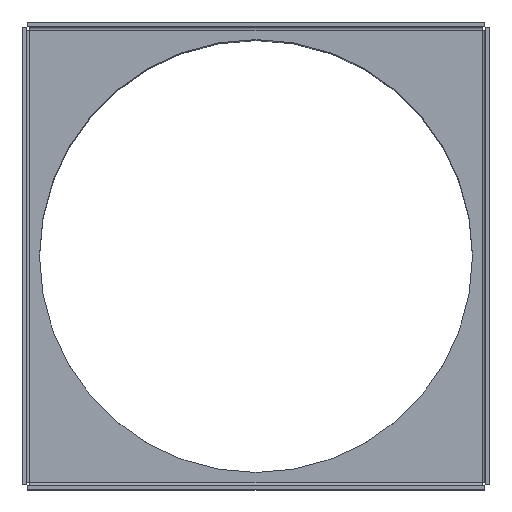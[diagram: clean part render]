
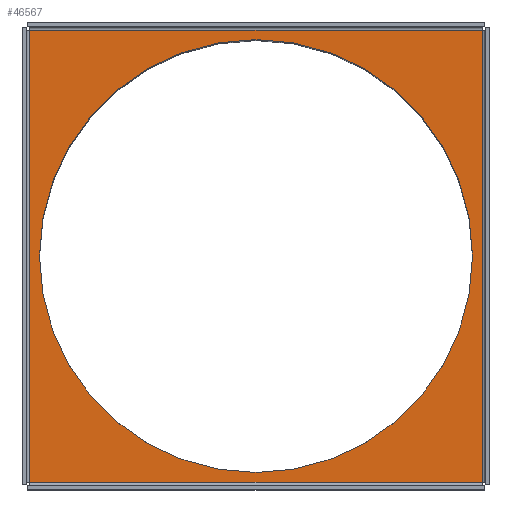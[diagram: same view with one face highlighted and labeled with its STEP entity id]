
A CAD part, top view. The second image highlights one B-rep face of the part: STEP entity #46567.
In plain terms, the highlighted planar face has unit normal (0, 0, 1).
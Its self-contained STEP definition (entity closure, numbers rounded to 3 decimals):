
#2220=PLANE('',#51024);
#3274=FACE_BOUND('',#8749,.T.);
#5485=FACE_OUTER_BOUND('',#8748,.T.);
#8748=EDGE_LOOP('',(#44337,#44338,#44339,#44340));
#8749=EDGE_LOOP('',(#44341));
#13126=LINE('',#77560,#17563);
#13147=LINE('',#77610,#17584);
#13168=LINE('',#77660,#17605);
#13188=LINE('',#77707,#17625);
#17563=VECTOR('',#64217,142.);
#17584=VECTOR('',#64268,142.);
#17605=VECTOR('',#64319,142.);
#17625=VECTOR('',#64369,142.);
#19851=CIRCLE('',#50963,68.);
#24253=VERTEX_POINT('',#77505);
#24266=VERTEX_POINT('',#77540);
#24267=VERTEX_POINT('',#77545);
#24281=VERTEX_POINT('',#77592);
#24295=VERTEX_POINT('',#77642);
#30888=EDGE_CURVE('',#24253,#24253,#19851,.T.);
#30914=EDGE_CURVE('',#24267,#24266,#13126,.T.);
#30939=EDGE_CURVE('',#24266,#24281,#13147,.T.);
#30964=EDGE_CURVE('',#24281,#24295,#13168,.T.);
#30988=EDGE_CURVE('',#24295,#24267,#13188,.T.);
#44337=ORIENTED_EDGE('',*,*,#30914,.T.);
#44338=ORIENTED_EDGE('',*,*,#30939,.T.);
#44339=ORIENTED_EDGE('',*,*,#30964,.T.);
#44340=ORIENTED_EDGE('',*,*,#30988,.T.);
#44341=ORIENTED_EDGE('',*,*,#30888,.T.);
#46567=ADVANCED_FACE('',(#5485,#3274),#2220,.T.);
#50963=AXIS2_PLACEMENT_3D('',#77507,#64164,#64165);
#51024=AXIS2_PLACEMENT_3D('',#77708,#64370,#64371);
#64164=DIRECTION('center_axis',(0.,0.,-1.));
#64165=DIRECTION('ref_axis',(1.,0.,0.));
#64217=DIRECTION('',(-1.,0.,0.));
#64268=DIRECTION('',(0.,-1.,0.));
#64319=DIRECTION('',(1.,0.,0.));
#64369=DIRECTION('',(0.,1.,0.));
#64370=DIRECTION('center_axis',(0.,0.,1.));
#64371=DIRECTION('ref_axis',(0.,-1.,0.));
#77505=CARTESIAN_POINT('',(-68.,0.,185.496));
#77507=CARTESIAN_POINT('Origin',(0.,0.,185.496));
#77540=CARTESIAN_POINT('',(-71.,71.,185.496));
#77545=CARTESIAN_POINT('',(71.,71.,185.496));
#77560=CARTESIAN_POINT('',(-35.5,71.,185.496));
#77592=CARTESIAN_POINT('',(-71.,-71.,185.496));
#77610=CARTESIAN_POINT('',(-71.,-35.5,185.496));
#77642=CARTESIAN_POINT('',(71.,-71.,185.496));
#77660=CARTESIAN_POINT('',(35.5,-71.,185.496));
#77707=CARTESIAN_POINT('',(71.,35.5,185.496));
#77708=CARTESIAN_POINT('Origin',(0.,0.,185.496));
